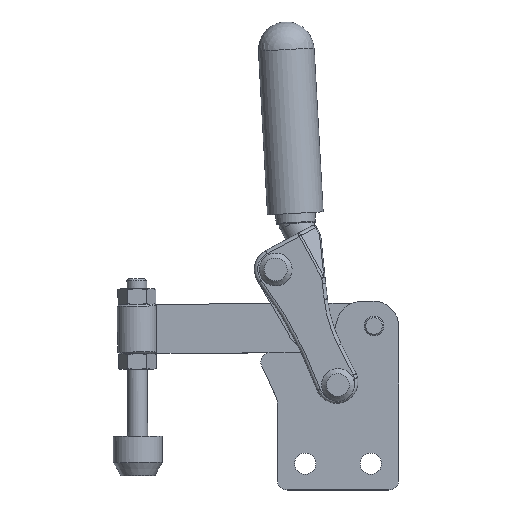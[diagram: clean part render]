
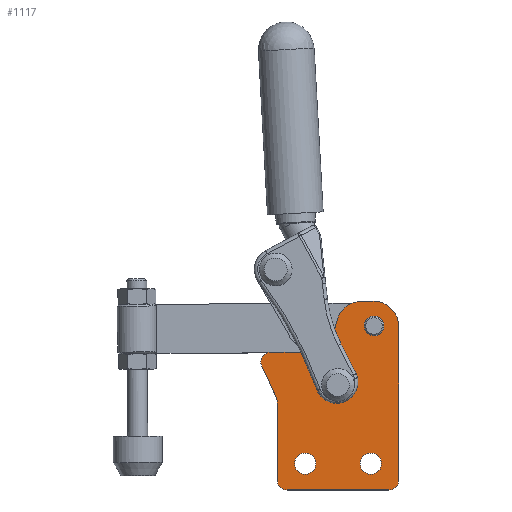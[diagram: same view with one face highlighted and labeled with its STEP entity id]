
A CAD part, top view. The second image highlights one B-rep face of the part: STEP entity #1117.
In plain terms, the highlighted planar face has unit normal (0, 0, 1).
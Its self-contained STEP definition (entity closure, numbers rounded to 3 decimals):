
#354=LINE('',#5544,#524);
#355=LINE('',#5548,#525);
#356=LINE('',#5552,#526);
#357=LINE('',#5556,#527);
#358=LINE('',#5560,#528);
#359=LINE('',#5564,#529);
#360=LINE('',#5568,#530);
#524=VECTOR('',#4409,1.);
#525=VECTOR('',#4412,1.);
#526=VECTOR('',#4415,1.);
#527=VECTOR('',#4418,1.);
#528=VECTOR('',#4421,1.);
#529=VECTOR('',#4424,1.);
#530=VECTOR('',#4427,1.);
#872=PLANE('',#3886);
#1117=ADVANCED_FACE('',(#1436,#1437,#1438,#1439,#1440),#872,.T.);
#1436=FACE_BOUND('',#1632,.T.);
#1437=FACE_BOUND('',#1633,.T.);
#1438=FACE_BOUND('',#1634,.T.);
#1439=FACE_BOUND('',#1635,.T.);
#1440=FACE_BOUND('',#1636,.T.);
#1632=EDGE_LOOP('',(#1982));
#1633=EDGE_LOOP('',(#1983));
#1634=EDGE_LOOP('',(#1984));
#1635=EDGE_LOOP('',(#1985));
#1636=EDGE_LOOP('',(#1986,#1987,#1988,#1989,#1990,#1991,#1992,#1993,#1994,
#1995,#1996,#1997,#1998,#1999));
#1982=ORIENTED_EDGE('',*,*,#3186,.T.);
#1983=ORIENTED_EDGE('',*,*,#3187,.T.);
#1984=ORIENTED_EDGE('',*,*,#3183,.F.);
#1985=ORIENTED_EDGE('',*,*,#3184,.F.);
#1986=ORIENTED_EDGE('',*,*,#3188,.T.);
#1987=ORIENTED_EDGE('',*,*,#3189,.T.);
#1988=ORIENTED_EDGE('',*,*,#3190,.T.);
#1989=ORIENTED_EDGE('',*,*,#3191,.T.);
#1990=ORIENTED_EDGE('',*,*,#3192,.T.);
#1991=ORIENTED_EDGE('',*,*,#3193,.T.);
#1992=ORIENTED_EDGE('',*,*,#3194,.T.);
#1993=ORIENTED_EDGE('',*,*,#3195,.T.);
#1994=ORIENTED_EDGE('',*,*,#3196,.T.);
#1995=ORIENTED_EDGE('',*,*,#3197,.T.);
#1996=ORIENTED_EDGE('',*,*,#3198,.T.);
#1997=ORIENTED_EDGE('',*,*,#3199,.T.);
#1998=ORIENTED_EDGE('',*,*,#3200,.T.);
#1999=ORIENTED_EDGE('',*,*,#3201,.T.);
#2869=VERTEX_POINT('',#5530);
#2870=VERTEX_POINT('',#5533);
#2872=VERTEX_POINT('',#5538);
#2873=VERTEX_POINT('',#5540);
#2874=VERTEX_POINT('',#5542);
#2875=VERTEX_POINT('',#5543);
#2876=VERTEX_POINT('',#5545);
#2877=VERTEX_POINT('',#5547);
#2878=VERTEX_POINT('',#5549);
#2879=VERTEX_POINT('',#5551);
#2880=VERTEX_POINT('',#5553);
#2881=VERTEX_POINT('',#5555);
#2882=VERTEX_POINT('',#5557);
#2883=VERTEX_POINT('',#5559);
#2884=VERTEX_POINT('',#5561);
#2885=VERTEX_POINT('',#5563);
#2886=VERTEX_POINT('',#5565);
#2887=VERTEX_POINT('',#5567);
#3183=EDGE_CURVE('',#2869,#2869,#3635,.T.);
#3184=EDGE_CURVE('',#2870,#2870,#3636,.T.);
#3186=EDGE_CURVE('',#2872,#2872,#3638,.T.);
#3187=EDGE_CURVE('',#2873,#2873,#3639,.T.);
#3188=EDGE_CURVE('',#2874,#2875,#3640,.T.);
#3189=EDGE_CURVE('',#2875,#2876,#354,.T.);
#3190=EDGE_CURVE('',#2876,#2877,#3641,.T.);
#3191=EDGE_CURVE('',#2877,#2878,#355,.T.);
#3192=EDGE_CURVE('',#2878,#2879,#3642,.T.);
#3193=EDGE_CURVE('',#2879,#2880,#356,.T.);
#3194=EDGE_CURVE('',#2880,#2881,#3643,.T.);
#3195=EDGE_CURVE('',#2881,#2882,#357,.T.);
#3196=EDGE_CURVE('',#2882,#2883,#3644,.T.);
#3197=EDGE_CURVE('',#2883,#2884,#358,.T.);
#3198=EDGE_CURVE('',#2884,#2885,#3645,.T.);
#3199=EDGE_CURVE('',#2885,#2886,#359,.T.);
#3200=EDGE_CURVE('',#2886,#2887,#3646,.T.);
#3201=EDGE_CURVE('',#2887,#2874,#360,.T.);
#3635=CIRCLE('',#3872,3.025);
#3636=CIRCLE('',#3874,3.025);
#3638=CIRCLE('',#3877,3.25);
#3639=CIRCLE('',#3878,3.25);
#3640=CIRCLE('',#3879,3.);
#3641=CIRCLE('',#3880,5.);
#3642=CIRCLE('',#3881,3.);
#3643=CIRCLE('',#3882,3.);
#3644=CIRCLE('',#3883,7.5);
#3645=CIRCLE('',#3884,7.5);
#3646=CIRCLE('',#3885,8.);
#3872=AXIS2_PLACEMENT_3D('',#5529,#4393,#4394);
#3874=AXIS2_PLACEMENT_3D('',#5532,#4397,#4398);
#3877=AXIS2_PLACEMENT_3D('',#5537,#4403,#4404);
#3878=AXIS2_PLACEMENT_3D('',#5539,#4405,#4406);
#3879=AXIS2_PLACEMENT_3D('',#5541,#4407,#4408);
#3880=AXIS2_PLACEMENT_3D('',#5546,#4410,#4411);
#3881=AXIS2_PLACEMENT_3D('',#5550,#4413,#4414);
#3882=AXIS2_PLACEMENT_3D('',#5554,#4416,#4417);
#3883=AXIS2_PLACEMENT_3D('',#5558,#4419,#4420);
#3884=AXIS2_PLACEMENT_3D('',#5562,#4422,#4423);
#3885=AXIS2_PLACEMENT_3D('',#5566,#4425,#4426);
#3886=AXIS2_PLACEMENT_3D('',#5569,#4428,#4429);
#4393=DIRECTION('',(0.,0.,1.));
#4394=DIRECTION('',(1.,0.,0.));
#4397=DIRECTION('',(0.,0.,1.));
#4398=DIRECTION('',(1.,0.,0.));
#4403=DIRECTION('',(0.,0.,-1.));
#4404=DIRECTION('',(-1.,0.,0.));
#4405=DIRECTION('',(0.,0.,-1.));
#4406=DIRECTION('',(-1.,0.,0.));
#4407=DIRECTION('',(0.,0.,1.));
#4408=DIRECTION('',(0.,1.,0.));
#4409=DIRECTION('',(0.423,-0.906,0.));
#4410=DIRECTION('',(0.,0.,-1.));
#4411=DIRECTION('',(0.906,0.423,0.));
#4412=DIRECTION('',(0.,-1.,0.));
#4413=DIRECTION('',(0.,0.,1.));
#4414=DIRECTION('',(-1.,0.,0.));
#4415=DIRECTION('',(1.,0.,0.));
#4416=DIRECTION('',(0.,0.,1.));
#4417=DIRECTION('',(0.,-1.,0.));
#4418=DIRECTION('',(0.,1.,0.));
#4419=DIRECTION('',(0.,0.,1.));
#4420=DIRECTION('',(1.,0.,0.));
#4421=DIRECTION('',(-1.,0.,0.));
#4422=DIRECTION('',(0.,0.,1.));
#4423=DIRECTION('',(0.,1.,0.));
#4424=DIRECTION('',(-0.259,-0.966,0.));
#4425=DIRECTION('',(0.,0.,-1.));
#4426=DIRECTION('',(0.966,-0.259,0.));
#4427=DIRECTION('',(-1.,0.,0.));
#4428=DIRECTION('',(0.,0.,1.));
#4429=DIRECTION('',(-1.,0.,0.));
#5529=CARTESIAN_POINT('',(0.,0.,-3.));
#5530=CARTESIAN_POINT('',(3.025,0.,-3.));
#5532=CARTESIAN_POINT('',(-11.,-18.,-3.));
#5533=CARTESIAN_POINT('',(-7.975,-18.,-3.));
#5537=CARTESIAN_POINT('',(-1.,-42.,-3.));
#5538=CARTESIAN_POINT('',(-4.25,-42.,-3.));
#5539=CARTESIAN_POINT('',(-21.,-42.,-3.));
#5540=CARTESIAN_POINT('',(-24.25,-42.,-3.));
#5541=CARTESIAN_POINT('',(-31.5,-11.,-3.));
#5542=CARTESIAN_POINT('',(-31.5,-8.,-3.));
#5543=CARTESIAN_POINT('',(-34.219,-12.268,-3.));
#5544=CARTESIAN_POINT('',(-34.219,-12.268,-3.));
#5545=CARTESIAN_POINT('',(-29.968,-21.383,-3.));
#5546=CARTESIAN_POINT('',(-34.5,-23.496,-3.));
#5547=CARTESIAN_POINT('',(-29.5,-23.496,-3.));
#5548=CARTESIAN_POINT('',(-29.5,-23.496,-3.));
#5549=CARTESIAN_POINT('',(-29.5,-47.,-3.));
#5550=CARTESIAN_POINT('',(-26.5,-47.,-3.));
#5551=CARTESIAN_POINT('',(-26.5,-50.,-3.));
#5552=CARTESIAN_POINT('',(-26.5,-50.,-3.));
#5553=CARTESIAN_POINT('',(4.5,-50.,-3.));
#5554=CARTESIAN_POINT('',(4.5,-47.,-3.));
#5555=CARTESIAN_POINT('',(7.5,-47.,-3.));
#5556=CARTESIAN_POINT('',(7.5,-47.,-3.));
#5557=CARTESIAN_POINT('',(7.5,0.,-3.));
#5558=CARTESIAN_POINT('',(0.,0.,-3.));
#5559=CARTESIAN_POINT('',(0.,7.5,-3.));
#5560=CARTESIAN_POINT('',(0.,7.5,-3.));
#5561=CARTESIAN_POINT('',(-3.953,7.5,-3.));
#5562=CARTESIAN_POINT('',(-3.953,0.,-3.));
#5563=CARTESIAN_POINT('',(-11.198,1.941,-3.));
#5564=CARTESIAN_POINT('',(-11.198,1.941,-3.));
#5565=CARTESIAN_POINT('',(-12.273,-2.071,-3.));
#5566=CARTESIAN_POINT('',(-20.,0.,-3.));
#5567=CARTESIAN_POINT('',(-20.,-8.,-3.));
#5568=CARTESIAN_POINT('',(-20.,-8.,-3.));
#5569=CARTESIAN_POINT('',(0.,0.,-3.));
